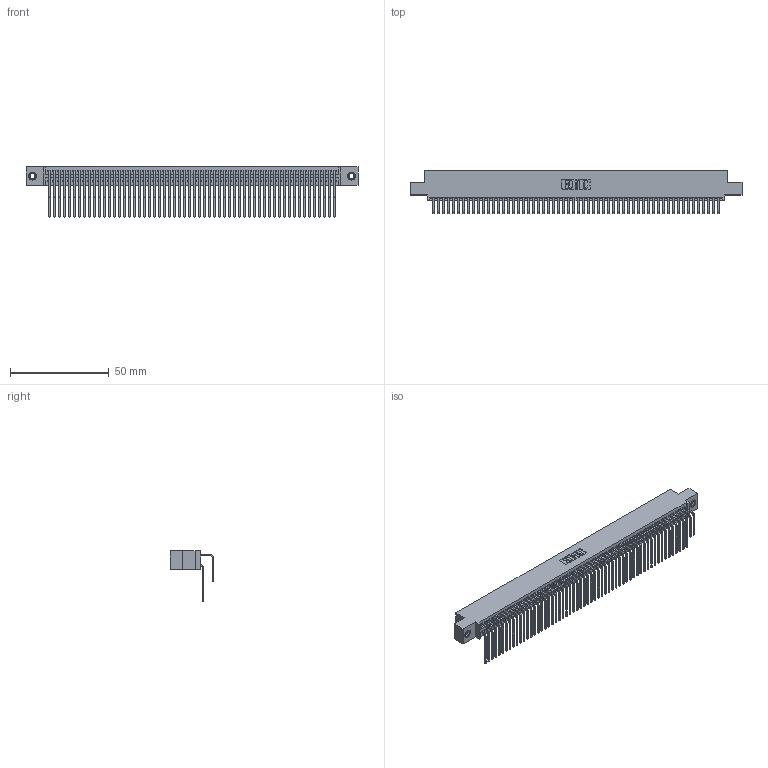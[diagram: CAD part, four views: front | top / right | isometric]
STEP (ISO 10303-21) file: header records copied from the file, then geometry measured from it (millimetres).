
FILE_DESCRIPTION (( 'STEP AP203' ), '1' );
FILE_NAME ('395-116-558-507.STEP', '2019-10-27T22:24:30', ( '' ), ( '' ), 'SwSTEP 2.0', 'SolidWorks 2016', '' );
FILE_SCHEMA (( 'CONFIG_CONTROL_DESIGN' ));
Length unit declared in the file: inch
Products named in the file (5): 345 Part_0.110 Offset - 0.156 Dia-TI; 345-292-001_558 559 Tail - 1; 345-292-001_558 Tail - 2; 345-250-001_345-250-005-103; 395-116-558-507
Assembly tree (119 placements, depth 2):
  395-116-558-507
    345 Part_0.110 Offset - 0.156 Dia-TI
    345-292-001_558 559 Tail - 1  x58
    345-292-001_558 Tail - 2  x58
    345-250-001_345-250-005-103  x2
Bounding box: 168.53 x 21.83 x 25.53 mm (x, y, z)
Volume: 17101.9 mm3; surface area: 28856.7 mm2
Topology: 119 solids, 119 shells, 6222 faces, 18469 edges, 12150 vertices
Faces by surface type: plane 4176, cylinder 2030, cone 12, torus 4
Entity records: 46324 total; most frequent: CARTESIAN_POINT 7778, ORIENTED_EDGE 7654, DIRECTION 6837, EDGE_CURVE 3827, VECTOR 3403, LINE 3403, VERTEX_POINT 2544, AXIS2_PLACEMENT_3D 1717
